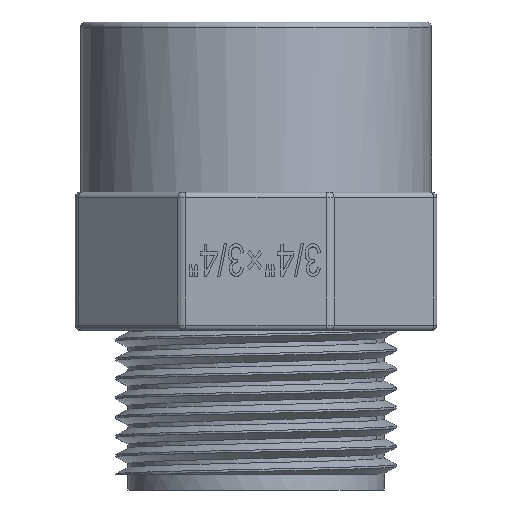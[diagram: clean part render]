
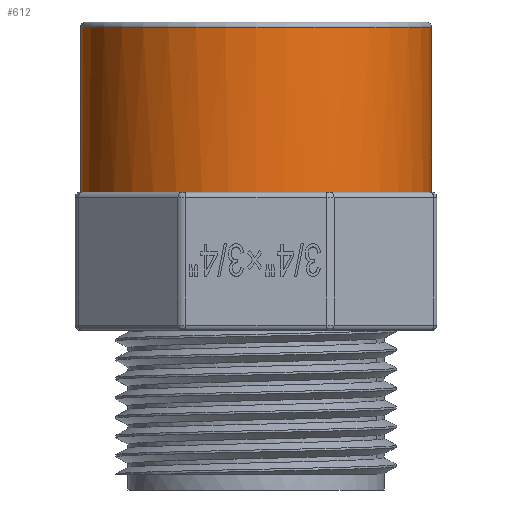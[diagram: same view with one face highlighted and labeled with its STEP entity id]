
A CAD part, front view. The second image highlights one B-rep face of the part: STEP entity #612.
In plain terms, the highlighted cylindrical face has radius 16.5 mm (diameter 33 mm), a full revolution.
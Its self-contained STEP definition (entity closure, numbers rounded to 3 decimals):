
#145=CYLINDRICAL_SURFACE('',#6036,16.5);
#499=CIRCLE('',#5999,16.5);
#502=CIRCLE('',#6003,16.5);
#503=CIRCLE('',#6005,16.5);
#506=CIRCLE('',#6009,16.5);
#508=CIRCLE('',#6012,16.5);
#509=CIRCLE('',#6014,16.5);
#512=CIRCLE('',#6018,16.5);
#525=CIRCLE('',#6034,16.5);
#526=CIRCLE('',#6035,16.5);
#612=ADVANCED_FACE('',(#1930,#1931),#145,.T.);
#1930=FACE_BOUND('',#2007,.T.);
#1931=FACE_BOUND('',#2008,.T.);
#2007=EDGE_LOOP('',(#2597));
#2008=EDGE_LOOP('',(#2598,#2599,#2600,#2601,#2602,#2603,#2604,#2605));
#2597=ORIENTED_EDGE('',*,*,#4876,.T.);
#2598=ORIENTED_EDGE('',*,*,#4832,.T.);
#2599=ORIENTED_EDGE('',*,*,#4826,.T.);
#2600=ORIENTED_EDGE('',*,*,#4834,.T.);
#2601=ORIENTED_EDGE('',*,*,#4846,.T.);
#2602=ORIENTED_EDGE('',*,*,#4877,.T.);
#2603=ORIENTED_EDGE('',*,*,#4852,.T.);
#2604=ORIENTED_EDGE('',*,*,#4844,.T.);
#2605=ORIENTED_EDGE('',*,*,#4840,.T.);
#4263=VERTEX_POINT('',#8472);
#4264=VERTEX_POINT('',#8473);
#4269=VERTEX_POINT('',#8485);
#4270=VERTEX_POINT('',#8489);
#4275=VERTEX_POINT('',#8501);
#4278=VERTEX_POINT('',#8509);
#4279=VERTEX_POINT('',#8513);
#4284=VERTEX_POINT('',#8525);
#4307=VERTEX_POINT('',#8593);
#4826=EDGE_CURVE('',#4263,#4264,#499,.T.);
#4832=EDGE_CURVE('',#4269,#4263,#502,.T.);
#4834=EDGE_CURVE('',#4264,#4270,#503,.T.);
#4840=EDGE_CURVE('',#4275,#4269,#506,.T.);
#4844=EDGE_CURVE('',#4278,#4275,#508,.T.);
#4846=EDGE_CURVE('',#4270,#4279,#509,.T.);
#4852=EDGE_CURVE('',#4284,#4278,#512,.T.);
#4876=EDGE_CURVE('',#4307,#4307,#525,.T.);
#4877=EDGE_CURVE('',#4279,#4284,#526,.T.);
#5999=AXIS2_PLACEMENT_3D('',#8471,#6357,#6358);
#6003=AXIS2_PLACEMENT_3D('',#8484,#6368,#6369);
#6005=AXIS2_PLACEMENT_3D('',#8488,#6373,#6374);
#6009=AXIS2_PLACEMENT_3D('',#8500,#6384,#6385);
#6012=AXIS2_PLACEMENT_3D('',#8508,#6392,#6393);
#6014=AXIS2_PLACEMENT_3D('',#8512,#6397,#6398);
#6018=AXIS2_PLACEMENT_3D('',#8524,#6408,#6409);
#6034=AXIS2_PLACEMENT_3D('',#8592,#6449,#6450);
#6035=AXIS2_PLACEMENT_3D('',#8594,#6451,#6452);
#6036=AXIS2_PLACEMENT_3D('',#8595,#6453,#6454);
#6357=DIRECTION('',(0.,0.,1.));
#6358=DIRECTION('',(1.,0.,0.));
#6368=DIRECTION('',(0.,0.,1.));
#6369=DIRECTION('',(1.,0.,0.));
#6373=DIRECTION('',(0.,0.,1.));
#6374=DIRECTION('',(1.,0.,0.));
#6384=DIRECTION('',(0.,0.,1.));
#6385=DIRECTION('',(1.,0.,0.));
#6392=DIRECTION('',(0.,0.,1.));
#6393=DIRECTION('',(1.,0.,0.));
#6397=DIRECTION('',(0.,0.,1.));
#6398=DIRECTION('',(1.,0.,0.));
#6408=DIRECTION('',(0.,0.,1.));
#6409=DIRECTION('',(1.,0.,0.));
#6449=DIRECTION('',(0.,0.,-1.));
#6450=DIRECTION('',(1.,0.,0.));
#6451=DIRECTION('',(0.,0.,1.));
#6452=DIRECTION('',(1.,0.,0.));
#6453=DIRECTION('',(0.,0.,1.));
#6454=DIRECTION('',(1.,0.,0.));
#8471=CARTESIAN_POINT('',(91.04,17.302,13.));
#8472=CARTESIAN_POINT('',(102.708,28.969,13.));
#8473=CARTESIAN_POINT('',(91.04,33.802,13.));
#8484=CARTESIAN_POINT('',(91.04,17.302,13.));
#8485=CARTESIAN_POINT('',(107.54,17.302,13.));
#8488=CARTESIAN_POINT('',(91.04,17.302,13.));
#8489=CARTESIAN_POINT('',(79.373,28.969,13.));
#8500=CARTESIAN_POINT('',(91.04,17.302,13.));
#8501=CARTESIAN_POINT('',(102.708,5.635,13.));
#8508=CARTESIAN_POINT('',(91.04,17.302,13.));
#8509=CARTESIAN_POINT('',(91.04,0.802,13.));
#8512=CARTESIAN_POINT('',(91.04,17.302,13.));
#8513=CARTESIAN_POINT('',(74.54,17.302,13.));
#8524=CARTESIAN_POINT('',(91.04,17.302,13.));
#8525=CARTESIAN_POINT('',(79.373,5.635,13.));
#8592=CARTESIAN_POINT('',(91.04,17.302,28.5));
#8593=CARTESIAN_POINT('',(107.54,17.302,28.5));
#8594=CARTESIAN_POINT('',(91.04,17.302,13.));
#8595=CARTESIAN_POINT('',(91.04,17.302,13.));
